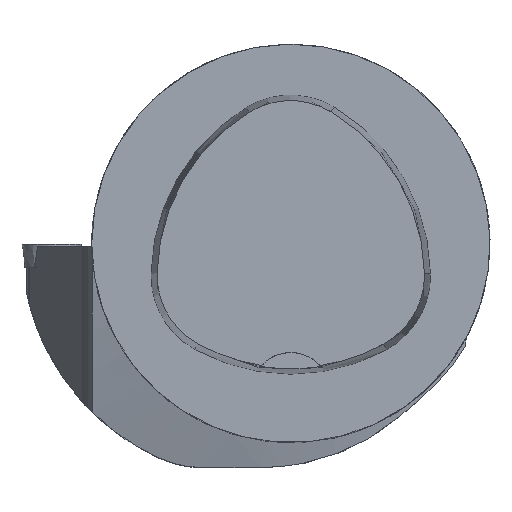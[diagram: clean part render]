
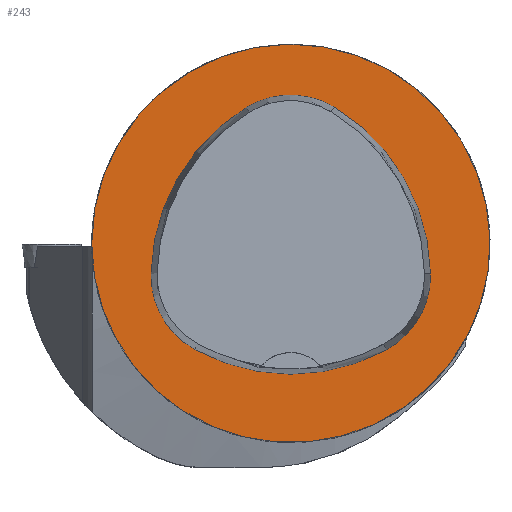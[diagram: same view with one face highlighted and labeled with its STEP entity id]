
A CAD part, top view. The second image highlights one B-rep face of the part: STEP entity #243.
In plain terms, the highlighted planar face has unit normal (0, 0, 1).
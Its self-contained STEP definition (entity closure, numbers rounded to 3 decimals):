
#108=FACE_BOUND('',#385,.T.);
#109=FACE_BOUND('',#386,.T.);
#168=PLANE('',#1288);
#243=ADVANCED_FACE('',(#108,#109),#168,.T.);
#385=EDGE_LOOP('',(#794,#795,#796,#797,#798,#799));
#386=EDGE_LOOP('',(#800));
#794=ORIENTED_EDGE('',*,*,#1072,.T.);
#795=ORIENTED_EDGE('',*,*,#1052,.T.);
#796=ORIENTED_EDGE('',*,*,#1056,.T.);
#797=ORIENTED_EDGE('',*,*,#1059,.T.);
#798=ORIENTED_EDGE('',*,*,#1062,.T.);
#799=ORIENTED_EDGE('',*,*,#1070,.T.);
#800=ORIENTED_EDGE('',*,*,#1051,.F.);
#915=VERTEX_POINT('',#2190);
#916=VERTEX_POINT('',#2193);
#917=VERTEX_POINT('',#2194);
#920=VERTEX_POINT('',#2202);
#922=VERTEX_POINT('',#2208);
#924=VERTEX_POINT('',#2214);
#931=VERTEX_POINT('',#2235);
#1051=EDGE_CURVE('',#915,#915,#1097,.T.);
#1052=EDGE_CURVE('',#916,#917,#1098,.T.);
#1056=EDGE_CURVE('',#917,#920,#1100,.T.);
#1059=EDGE_CURVE('',#920,#922,#1102,.T.);
#1062=EDGE_CURVE('',#922,#924,#1104,.T.);
#1070=EDGE_CURVE('',#924,#931,#1108,.T.);
#1072=EDGE_CURVE('',#931,#916,#1110,.T.);
#1097=CIRCLE('',#1264,20.);
#1098=CIRCLE('',#1266,20.);
#1100=CIRCLE('',#1269,8.5);
#1102=CIRCLE('',#1272,20.);
#1104=CIRCLE('',#1275,8.5);
#1108=CIRCLE('',#1280,20.);
#1110=CIRCLE('',#1283,8.5);
#1264=AXIS2_PLACEMENT_3D('',#2189,#1514,#1515);
#1266=AXIS2_PLACEMENT_3D('',#2192,#1518,#1519);
#1269=AXIS2_PLACEMENT_3D('',#2201,#1526,#1527);
#1272=AXIS2_PLACEMENT_3D('',#2207,#1533,#1534);
#1275=AXIS2_PLACEMENT_3D('',#2213,#1540,#1541);
#1280=AXIS2_PLACEMENT_3D('',#2236,#1552,#1553);
#1283=AXIS2_PLACEMENT_3D('',#2239,#1558,#1559);
#1288=AXIS2_PLACEMENT_3D('',#2244,#1568,#1569);
#1514=DIRECTION('',(0.,0.,-1.));
#1515=DIRECTION('',(-1.,0.,0.));
#1518=DIRECTION('',(0.,0.,-1.));
#1519=DIRECTION('',(-1.,0.,0.));
#1526=DIRECTION('',(0.,0.,-1.));
#1527=DIRECTION('',(-1.,0.,0.));
#1533=DIRECTION('',(0.,0.,-1.));
#1534=DIRECTION('',(-1.,0.,0.));
#1540=DIRECTION('',(0.,0.,-1.));
#1541=DIRECTION('',(-1.,0.,0.));
#1552=DIRECTION('',(0.,0.,-1.));
#1553=DIRECTION('',(-1.,0.,0.));
#1558=DIRECTION('',(0.,0.,-1.));
#1559=DIRECTION('',(-1.,0.,0.));
#1568=DIRECTION('',(0.,0.,1.));
#1569=DIRECTION('',(1.,0.,0.));
#2189=CARTESIAN_POINT('',(0.,0.,0.));
#2190=CARTESIAN_POINT('',(-20.,0.,0.));
#2192=CARTESIAN_POINT('',(5.955,-3.414,0.));
#2193=CARTESIAN_POINT('',(-14.041,-3.042,0.));
#2194=CARTESIAN_POINT('',(-4.472,13.653,0.));
#2201=CARTESIAN_POINT('',(-0.04,6.4,0.));
#2202=CARTESIAN_POINT('',(4.347,13.68,0.));
#2207=CARTESIAN_POINT('',(-5.976,-3.45,0.));
#2208=CARTESIAN_POINT('',(14.021,-3.075,0.));
#2213=CARTESIAN_POINT('',(5.522,-3.235,0.));
#2214=CARTESIAN_POINT('',(9.588,-10.699,0.));
#2235=CARTESIAN_POINT('',(-9.655,-10.639,0.));
#2236=CARTESIAN_POINT('',(0.022,6.864,0.));
#2239=CARTESIAN_POINT('',(-5.543,-3.2,0.));
#2244=CARTESIAN_POINT('',(0.,0.,0.));
